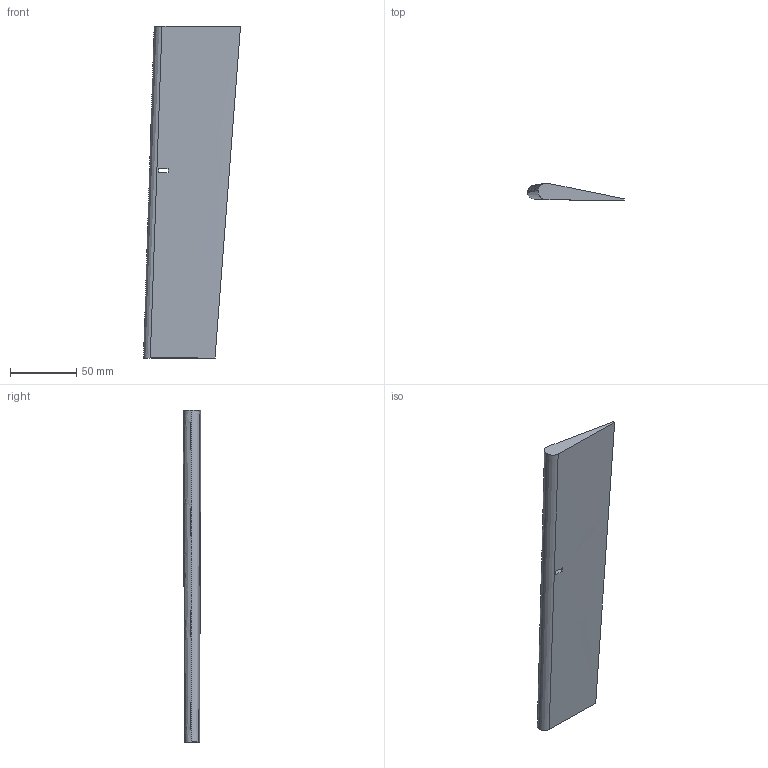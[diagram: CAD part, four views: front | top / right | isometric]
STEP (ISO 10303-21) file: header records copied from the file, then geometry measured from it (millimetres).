
FILE_DESCRIPTION (( 'STEP AP214' ), '1' );
FILE_NAME ('AIL R.STEP', '2024-10-19T16:16:36', ( '' ), ( '' ), 'SwSTEP 2.0', 'SolidWorks 2023', '' );
FILE_SCHEMA (( 'AUTOMOTIVE_DESIGN' ));
Length unit declared in the file: millimetre
Products named in the file (1): AIL R
Bounding box: 73.03 x 13.39 x 250 mm (x, y, z)
Volume: 102189.5 mm3; surface area: 35102.1 mm2
Topology: 1 solids, 1 shells, 32 faces, 79 edges, 52 vertices
Faces by surface type: plane 28, bspline 4
Entity records: 2398 total; most frequent: CARTESIAN_POINT 1700, ORIENTED_EDGE 158, DIRECTION 98, EDGE_CURVE 79, VERTEX_POINT 52, VECTOR 40, LINE 40, B_SPLINE_CURVE_WITH_KNOTS 39
